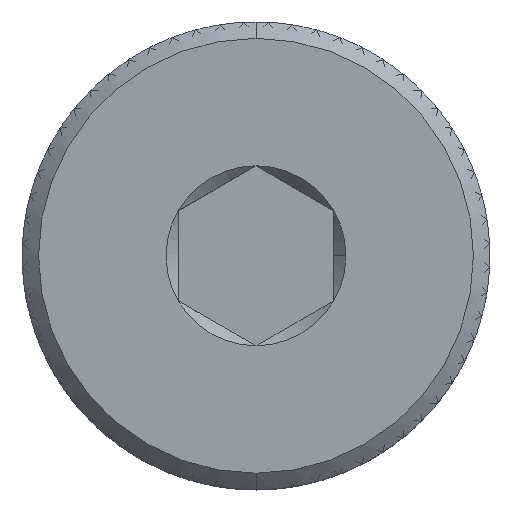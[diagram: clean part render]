
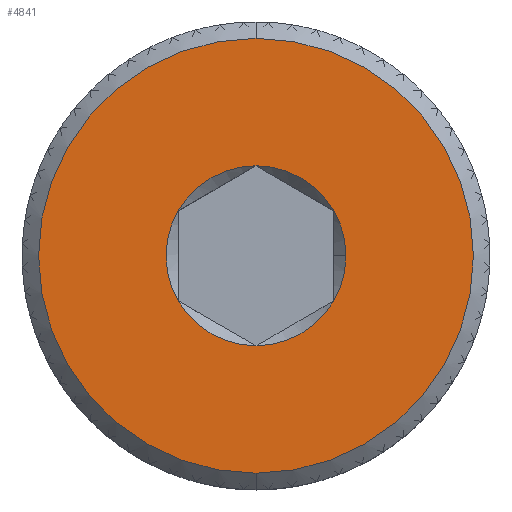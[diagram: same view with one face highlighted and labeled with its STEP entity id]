
A CAD part, top view. The second image highlights one B-rep face of the part: STEP entity #4841.
In plain terms, the highlighted planar face has unit normal (0, 0, 1).
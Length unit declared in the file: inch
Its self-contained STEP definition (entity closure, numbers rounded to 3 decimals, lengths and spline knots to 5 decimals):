
#101 = CARTESIAN_POINT ( 'NONE',  ( 0., 0., 0. ) ) ;
#544 = ORIENTED_EDGE ( 'NONE', *, *, #4589, .F. ) ;
#630 = ORIENTED_EDGE ( 'NONE', *, *, #5116, .F. ) ;
#643 = CIRCLE ( 'NONE', #9690, 0.07217 ) ;
#722 = CIRCLE ( 'NONE', #10954, 0.17438 ) ;
#728 = DIRECTION ( 'NONE',  ( 1., 0., 0. ) ) ;
#761 = CARTESIAN_POINT ( 'NONE',  ( 0., 0., 0. ) ) ;
#924 = AXIS2_PLACEMENT_3D ( 'NONE', #761, #7422, #5562 ) ;
#1121 = DIRECTION ( 'NONE',  ( 0., 0., 1. ) ) ;
#1518 = DIRECTION ( 'NONE',  ( 0., 0., 1. ) ) ;
#2021 = CARTESIAN_POINT ( 'NONE',  ( 0., -0.07217, 0. ) ) ;
#2232 = ORIENTED_EDGE ( 'NONE', *, *, #4294, .T. ) ;
#2310 = AXIS2_PLACEMENT_3D ( 'NONE', #8112, #6554, #11876 ) ;
#2689 = AXIS2_PLACEMENT_3D ( 'NONE', #8811, #3198, #5857 ) ;
#2695 = CIRCLE ( 'NONE', #6446, 0.07217 ) ;
#2699 = AXIS2_PLACEMENT_3D ( 'NONE', #11814, #1518, #9835 ) ;
#2818 = CARTESIAN_POINT ( 'NONE',  ( 0.0625, 0.03608, 0. ) ) ;
#3090 = CIRCLE ( 'NONE', #11566, 0.17438 ) ;
#3198 = DIRECTION ( 'NONE',  ( 0., 0., 1. ) ) ;
#3292 = AXIS2_PLACEMENT_3D ( 'NONE', #5471, #5407, #728 ) ;
#3307 = CARTESIAN_POINT ( 'NONE',  ( 0., -0.17438, 0. ) ) ;
#3713 = FACE_BOUND ( 'NONE', #11103, .T. ) ;
#3847 = DIRECTION ( 'NONE',  ( 0., -1., 0. ) ) ;
#3951 = DIRECTION ( 'NONE',  ( 0., -1., 0. ) ) ;
#4011 = DIRECTION ( 'NONE',  ( 0., 0., 1. ) ) ;
#4184 = VERTEX_POINT ( 'NONE', #5825 ) ;
#4294 = EDGE_CURVE ( 'NONE', #7545, #7341, #722, .T. ) ;
#4311 = ORIENTED_EDGE ( 'NONE', *, *, #5003, .T. ) ;
#4426 = CIRCLE ( 'NONE', #9749, 0.07217 ) ;
#4589 = EDGE_CURVE ( 'NONE', #12137, #10829, #12147, .T. ) ;
#4632 = PLANE ( 'NONE',  #924 ) ;
#4841 = ADVANCED_FACE ( 'NONE', ( #3713, #7484 ), #4632, .T. ) ;
#4882 = DIRECTION ( 'NONE',  ( 1., 0., 0. ) ) ;
#5003 = EDGE_CURVE ( 'NONE', #7341, #7545, #3090, .T. ) ;
#5116 = EDGE_CURVE ( 'NONE', #10829, #4184, #2695, .T. ) ;
#5407 = DIRECTION ( 'NONE',  ( 0., 0., 1. ) ) ;
#5471 = CARTESIAN_POINT ( 'NONE',  ( 0., 0., 0. ) ) ;
#5562 = DIRECTION ( 'NONE',  ( 0., -1., 0. ) ) ;
#5640 = DIRECTION ( 'NONE',  ( 0., 0., 1. ) ) ;
#5825 = CARTESIAN_POINT ( 'NONE',  ( 0.07217, 0., 0. ) ) ;
#5848 = CARTESIAN_POINT ( 'NONE',  ( -0.0625, -0.03608, 0. ) ) ;
#5857 = DIRECTION ( 'NONE',  ( 1., 0., 0. ) ) ;
#5874 = EDGE_CURVE ( 'NONE', #6945, #9544, #10581, .T. ) ;
#5975 = ORIENTED_EDGE ( 'NONE', *, *, #6301, .F. ) ;
#5986 = CARTESIAN_POINT ( 'NONE',  ( 0., 0., 0. ) ) ;
#6129 = EDGE_CURVE ( 'NONE', #4184, #11274, #8211, .T. ) ;
#6138 = DIRECTION ( 'NONE',  ( 1., 0., 0. ) ) ;
#6301 = EDGE_CURVE ( 'NONE', #9544, #12137, #11568, .T. ) ;
#6444 = DIRECTION ( 'NONE',  ( 1., 0., 0. ) ) ;
#6446 = AXIS2_PLACEMENT_3D ( 'NONE', #7596, #1121, #4882 ) ;
#6554 = DIRECTION ( 'NONE',  ( 0., 0., 1. ) ) ;
#6840 = CARTESIAN_POINT ( 'NONE',  ( -0.0625, 0.03608, 0. ) ) ;
#6945 = VERTEX_POINT ( 'NONE', #6840 ) ;
#7134 = CARTESIAN_POINT ( 'NONE',  ( 0., 0., 0. ) ) ;
#7195 = DIRECTION ( 'NONE',  ( 0., 0., 1. ) ) ;
#7341 = VERTEX_POINT ( 'NONE', #10642 ) ;
#7422 = DIRECTION ( 'NONE',  ( 0., 0., 1. ) ) ;
#7484 = FACE_OUTER_BOUND ( 'NONE', #11032, .T. ) ;
#7545 = VERTEX_POINT ( 'NONE', #3307 ) ;
#7596 = CARTESIAN_POINT ( 'NONE',  ( 0., 0., 0. ) ) ;
#8112 = CARTESIAN_POINT ( 'NONE',  ( 0., 0., 0. ) ) ;
#8211 = CIRCLE ( 'NONE', #2699, 0.07217 ) ;
#8379 = CARTESIAN_POINT ( 'NONE',  ( 0.0625, -0.03608, 0. ) ) ;
#8421 = ORIENTED_EDGE ( 'NONE', *, *, #6129, .F. ) ;
#8811 = CARTESIAN_POINT ( 'NONE',  ( 0., 0., 0. ) ) ;
#9004 = CARTESIAN_POINT ( 'NONE',  ( 0., 0.07217, 0. ) ) ;
#9080 = EDGE_CURVE ( 'NONE', #11274, #10623, #643, .T. ) ;
#9098 = ORIENTED_EDGE ( 'NONE', *, *, #5874, .F. ) ;
#9544 = VERTEX_POINT ( 'NONE', #5848 ) ;
#9690 = AXIS2_PLACEMENT_3D ( 'NONE', #10071, #10202, #6444 ) ;
#9749 = AXIS2_PLACEMENT_3D ( 'NONE', #7134, #7195, #6138 ) ;
#9835 = DIRECTION ( 'NONE',  ( 1., 0., 0. ) ) ;
#10071 = CARTESIAN_POINT ( 'NONE',  ( 0., 0., 0. ) ) ;
#10202 = DIRECTION ( 'NONE',  ( 0., 0., 1. ) ) ;
#10253 = ORIENTED_EDGE ( 'NONE', *, *, #9080, .F. ) ;
#10581 = CIRCLE ( 'NONE', #3292, 0.07217 ) ;
#10623 = VERTEX_POINT ( 'NONE', #9004 ) ;
#10642 = CARTESIAN_POINT ( 'NONE',  ( 0., 0.17438, 0. ) ) ;
#10829 = VERTEX_POINT ( 'NONE', #8379 ) ;
#10954 = AXIS2_PLACEMENT_3D ( 'NONE', #101, #5640, #3847 ) ;
#11032 = EDGE_LOOP ( 'NONE', ( #4311, #2232 ) ) ;
#11103 = EDGE_LOOP ( 'NONE', ( #544, #5975, #9098, #11592, #10253, #8421, #630 ) ) ;
#11274 = VERTEX_POINT ( 'NONE', #2818 ) ;
#11566 = AXIS2_PLACEMENT_3D ( 'NONE', #5986, #4011, #3951 ) ;
#11568 = CIRCLE ( 'NONE', #2310, 0.07217 ) ;
#11592 = ORIENTED_EDGE ( 'NONE', *, *, #11602, .F. ) ;
#11602 = EDGE_CURVE ( 'NONE', #10623, #6945, #4426, .T. ) ;
#11814 = CARTESIAN_POINT ( 'NONE',  ( 0., 0., 0. ) ) ;
#11876 = DIRECTION ( 'NONE',  ( 1., 0., 0. ) ) ;
#12137 = VERTEX_POINT ( 'NONE', #2021 ) ;
#12147 = CIRCLE ( 'NONE', #2689, 0.07217 ) ;
